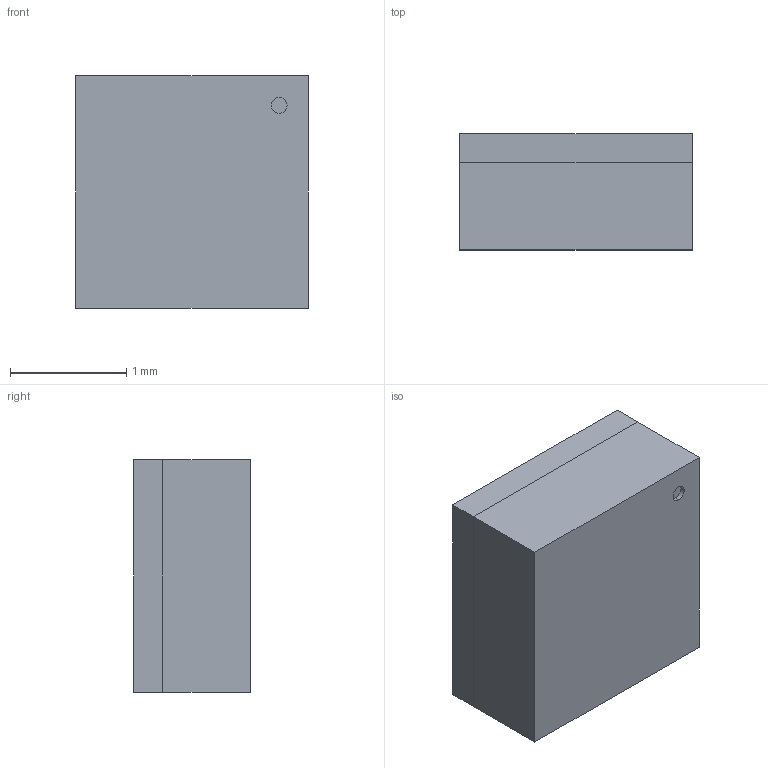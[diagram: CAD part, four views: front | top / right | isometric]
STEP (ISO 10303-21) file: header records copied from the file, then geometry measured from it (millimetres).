
FILE_DESCRIPTION (( 'STEP AP214' ), '1' );
FILE_NAME ('LSM303AGRTR.STEP', '2021-06-04T14:20:58', ( '' ), ( '' ), 'SwSTEP 2.0', 'SolidWorks 2018', '' );
FILE_SCHEMA (( 'AUTOMOTIVE_DESIGN' ));
Length unit declared in the file: millimetre
Products named in the file (2): LSM303AGRTR
Bounding box: 2 x 1 x 2 mm (x, y, z)
Volume: 4 mm3; surface area: 28.2 mm2
Topology: 14 solids, 14 shells, 149 faces, 324 edges, 216 vertices
Faces by surface type: plane 147, cylinder 2
Entity records: 5787 total; most frequent: CARTESIAN_POINT 691, ORIENTED_EDGE 648, DIRECTION 630, EDGE_CURVE 324, VECTOR 320, LINE 320, VERTEX_POINT 216, UNCERTAINTY_MEASURE_WITH_UNIT 165
